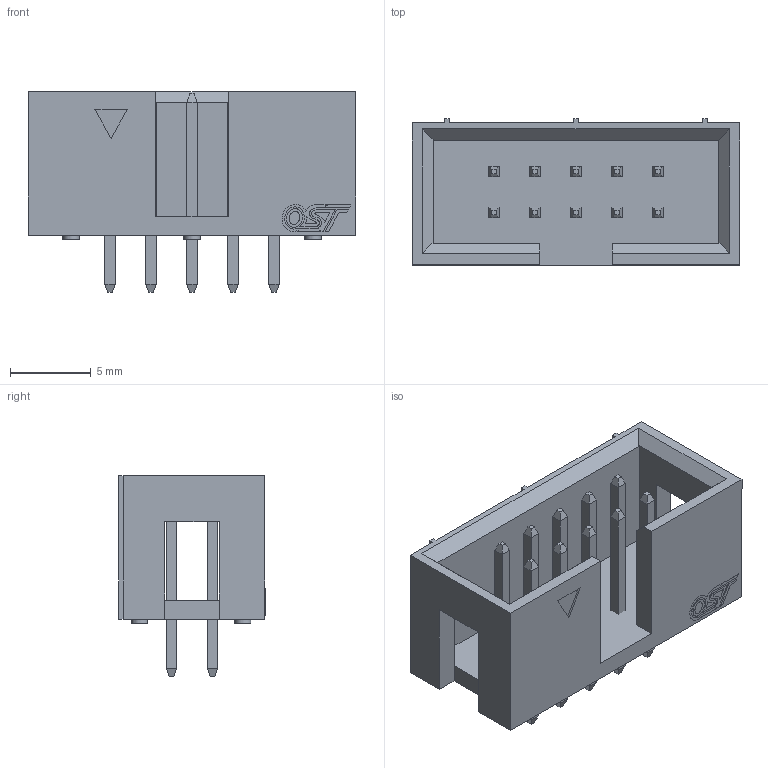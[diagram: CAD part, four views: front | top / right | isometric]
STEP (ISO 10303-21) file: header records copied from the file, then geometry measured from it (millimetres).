
FILE_DESCRIPTION(/* description */ (''),/* implementation_level */ '2;1');
FILE_NAME(/* name */ '302-S101.stp',/* time_stamp */ '2022-11-16T22:42:16-04:00',/* author */ ('rabri'),/* organization */ (''),/* preprocessor_version */ 'ST-DEVELOPER v18',/* originating_system */ 'Autodesk Inventor 2020',/* authorisation */ '');
FILE_SCHEMA (('AUTOMOTIVE_DESIGN { 1 0 10303 214 3 1 1 }'));
Length unit declared in the file: millimetre
Products named in the file (4): 302-S101; body; terminal; logo
Assembly tree (12 placements, depth 2):
  302-S101
    body
    terminal  x10
    logo
Bounding box: 20.3 x 9.05 x 12.45 mm (x, y, z)
Volume: 653.4 mm3; surface area: 1488 mm2
Topology: 15 solids, 15 shells, 240 faces, 543 edges, 336 vertices
Faces by surface type: plane 222, cylinder 9, bspline 9
Full cylindrical faces by diameter (mm): 1 x6
Entity records: 4355 total; most frequent: CARTESIAN_POINT 1302, ORIENTED_EDGE 582, DIRECTION 555, EDGE_CURVE 291, LINE 249, VECTOR 249, VERTEX_POINT 192, AXIS2_PLACEMENT_3D 153
